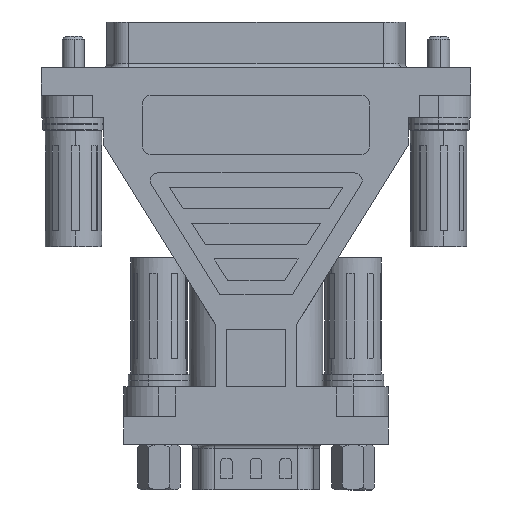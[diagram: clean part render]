
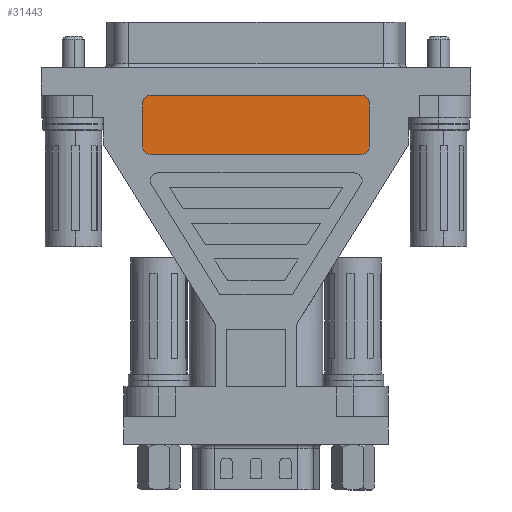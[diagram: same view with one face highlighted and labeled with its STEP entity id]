
A CAD part, front view. The second image highlights one B-rep face of the part: STEP entity #31443.
In plain terms, the highlighted planar face has unit normal (0, -1, 0).
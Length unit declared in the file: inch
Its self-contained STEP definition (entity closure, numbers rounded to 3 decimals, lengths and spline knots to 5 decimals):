
#9232 = EDGE_CURVE ( 'NONE', #9327, #31447, #13632, .T. ) ;
#9326 = EDGE_CURVE ( 'NONE', #9468, #9327, #13800, .T. ) ;
#9327 = VERTEX_POINT ( 'NONE', #13795 ) ;
#9333 = ORIENTED_EDGE ( 'NONE', *, *, #9326, .F. ) ;
#9367 = EDGE_CURVE ( 'NONE', #31442, #9368, #13862, .T. ) ;
#9368 = VERTEX_POINT ( 'NONE', #13857 ) ;
#9372 = EDGE_CURVE ( 'NONE', #9439, #9373, #13856, .T. ) ;
#9373 = VERTEX_POINT ( 'NONE', #13918 ) ;
#9377 = ORIENTED_EDGE ( 'NONE', *, *, #9467, .F. ) ;
#9391 = ORIENTED_EDGE ( 'NONE', *, *, #9372, .F. ) ;
#9392 = ORIENTED_EDGE ( 'NONE', *, *, #9477, .F. ) ;
#9439 = VERTEX_POINT ( 'NONE', #13990 ) ;
#9467 = EDGE_CURVE ( 'NONE', #9373, #9468, #14015, .T. ) ;
#9468 = VERTEX_POINT ( 'NONE', #14077 ) ;
#9477 = EDGE_CURVE ( 'NONE', #9368, #9439, #14070, .T. ) ;
#13377 = DIRECTION ( 'NONE',  ( 1., 0., 0. ) ) ;
#13382 = VECTOR ( 'NONE', #13377, 39.37008 ) ;
#13631 = CARTESIAN_POINT ( 'NONE',  ( 0.536, -0.291, 0.65039 ) ) ;
#13632 = LINE ( 'NONE', #13631, #13382 ) ;
#13795 = CARTESIAN_POINT ( 'NONE',  ( -0.536, -0.291, 0.65039 ) ) ;
#13796 = DIRECTION ( 'NONE',  ( 0., 0., 1. ) ) ;
#13797 = DIRECTION ( 'NONE',  ( 0., 1., 0. ) ) ;
#13798 = CARTESIAN_POINT ( 'NONE',  ( -0.536, -0.291, 0.61139 ) ) ;
#13799 = AXIS2_PLACEMENT_3D ( 'NONE', #13798, #13797, #13796 ) ;
#13800 = CIRCLE ( 'NONE', #13799, 0.039 ) ;
#13853 = DIRECTION ( 'NONE',  ( 0., 1., 0. ) ) ;
#13854 = CARTESIAN_POINT ( 'NONE',  ( -0.536, -0.291, 0.38939 ) ) ;
#13855 = AXIS2_PLACEMENT_3D ( 'NONE', #13854, #13853, #13919 ) ;
#13856 = CIRCLE ( 'NONE', #13855, 0.039 ) ;
#13857 = CARTESIAN_POINT ( 'NONE',  ( 0.536, -0.291, 0.35039 ) ) ;
#13858 = DIRECTION ( 'NONE',  ( 0., 0., 1. ) ) ;
#13859 = DIRECTION ( 'NONE',  ( 0., 1., 0. ) ) ;
#13860 = CARTESIAN_POINT ( 'NONE',  ( 0.536, -0.291, 0.38939 ) ) ;
#13861 = AXIS2_PLACEMENT_3D ( 'NONE', #13860, #13859, #13858 ) ;
#13862 = CIRCLE ( 'NONE', #13861, 0.039 ) ;
#13918 = CARTESIAN_POINT ( 'NONE',  ( -0.575, -0.291, 0.38939 ) ) ;
#13919 = DIRECTION ( 'NONE',  ( 0., 0., -1. ) ) ;
#13990 = CARTESIAN_POINT ( 'NONE',  ( -0.536, -0.291, 0.35039 ) ) ;
#14015 = LINE ( 'NONE', #14080, #14079 ) ;
#14067 = DIRECTION ( 'NONE',  ( -1., 0., 0. ) ) ;
#14068 = VECTOR ( 'NONE', #14067, 39.37008 ) ;
#14069 = CARTESIAN_POINT ( 'NONE',  ( 0.536, -0.291, 0.35039 ) ) ;
#14070 = LINE ( 'NONE', #14069, #14068 ) ;
#14077 = CARTESIAN_POINT ( 'NONE',  ( -0.575, -0.291, 0.61139 ) ) ;
#14078 = DIRECTION ( 'NONE',  ( 0., 0., 1. ) ) ;
#14079 = VECTOR ( 'NONE', #14078, 39.37008 ) ;
#14080 = CARTESIAN_POINT ( 'NONE',  ( -0.575, -0.291, 0.38939 ) ) ;
#29005 = CARTESIAN_POINT ( 'NONE',  ( 0.536, -0.291, 0.65039 ) ) ;
#29012 = DIRECTION ( 'NONE',  ( 0., 0., 1. ) ) ;
#29013 = DIRECTION ( 'NONE',  ( 0., -1., 0. ) ) ;
#29014 = CARTESIAN_POINT ( 'NONE',  ( 0.536, -0.291, 0.38939 ) ) ;
#29015 = AXIS2_PLACEMENT_3D ( 'NONE', #29014, #29013, #29012 ) ;
#29016 = PLANE ( 'NONE',  #29015 ) ;
#29017 = FACE_OUTER_BOUND ( 'NONE', #31412, .T. ) ;
#29018 = CARTESIAN_POINT ( 'NONE',  ( 0.575, -0.291, 0.38939 ) ) ;
#29025 = CARTESIAN_POINT ( 'NONE',  ( 0.575, -0.291, 0.61139 ) ) ;
#29026 = DIRECTION ( 'NONE',  ( 0., 0., 1. ) ) ;
#29027 = DIRECTION ( 'NONE',  ( 0., 1., 0. ) ) ;
#29028 = CARTESIAN_POINT ( 'NONE',  ( 0.536, -0.291, 0.61139 ) ) ;
#29029 = AXIS2_PLACEMENT_3D ( 'NONE', #29028, #29027, #29026 ) ;
#29030 = CIRCLE ( 'NONE', #29029, 0.039 ) ;
#29031 = DIRECTION ( 'NONE',  ( 0., 0., -1. ) ) ;
#29032 = VECTOR ( 'NONE', #29031, 39.37008 ) ;
#29033 = CARTESIAN_POINT ( 'NONE',  ( 0.575, -0.291, 0.38939 ) ) ;
#29034 = LINE ( 'NONE', #29033, #29032 ) ;
#31399 = ORIENTED_EDGE ( 'NONE', *, *, #9367, .F. ) ;
#31400 = ORIENTED_EDGE ( 'NONE', *, *, #31430, .F. ) ;
#31401 = ORIENTED_EDGE ( 'NONE', *, *, #31433, .F. ) ;
#31402 = ORIENTED_EDGE ( 'NONE', *, *, #9232, .F. ) ;
#31412 = EDGE_LOOP ( 'NONE', ( #31399, #31400, #31401, #31402, #9333, #9377, #9391, #9392 ) ) ;
#31430 = EDGE_CURVE ( 'NONE', #31434, #31442, #29034, .T. ) ;
#31433 = EDGE_CURVE ( 'NONE', #31447, #31434, #29030, .T. ) ;
#31434 = VERTEX_POINT ( 'NONE', #29025 ) ;
#31442 = VERTEX_POINT ( 'NONE', #29018 ) ;
#31443 = ADVANCED_FACE ( 'NONE', ( #29017 ), #29016, .T. ) ;
#31447 = VERTEX_POINT ( 'NONE', #29005 ) ;
